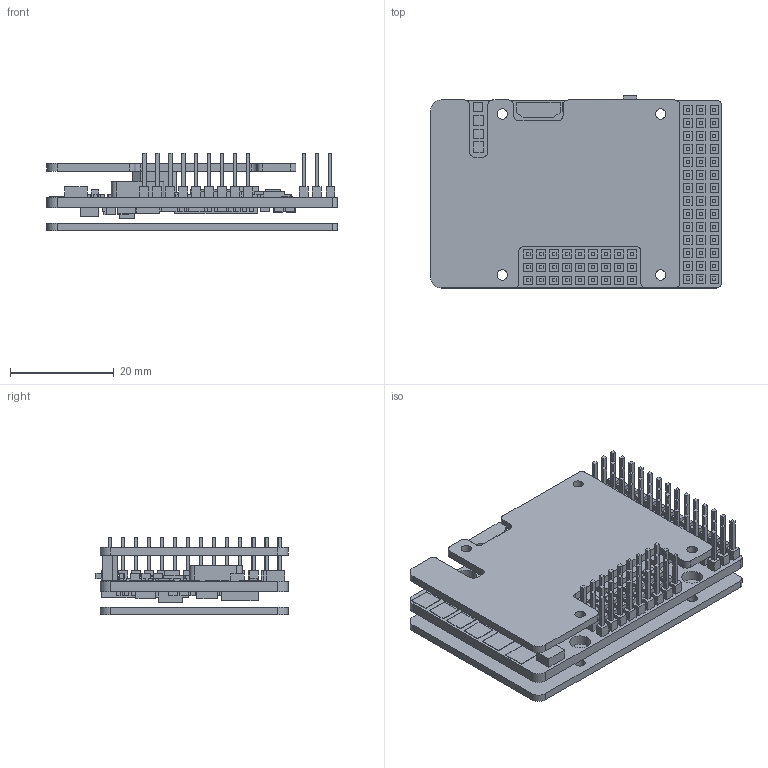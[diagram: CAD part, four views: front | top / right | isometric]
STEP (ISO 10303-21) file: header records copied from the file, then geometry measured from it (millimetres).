
FILE_DESCRIPTION(('STEP AP203'), '1');
FILE_NAME('MATEK F405-WING', '2019-08-01T00:24:44', ('UNSPECIFIED'), ('UNSPECIFIED'), 'ASCON STEP Converter 1.3', 'ASCON Math Kernel', '');
FILE_SCHEMA(('CONFIG_CONTROL_DESIGN'));
Length unit declared in the file: millimetre
Assembly tree (3 placements, depth 2):
  (unnamed)
    (unnamed)
    (unnamed)
    (unnamed)
Bounding box: 56 x 36.98 x 15 mm (x, y, z)
Volume: 11232.1 mm3; surface area: 15537.3 mm2
Topology: 3 solids, 3 shells, 1551 faces, 3750 edges, 2500 vertices
Faces by surface type: plane 1511, cylinder 40
Full cylindrical faces by diameter (mm): 2 x8, 4 x4
Entity records: 56950 total; most frequent: CARTESIAN_POINT 7793, ORIENTED_EDGE 7476, DIRECTION 6928, EDGE_CURVE 3738, LINE 3658, VECTOR 3658, VERTEX_POINT 2500, EDGE_LOOP 1882
